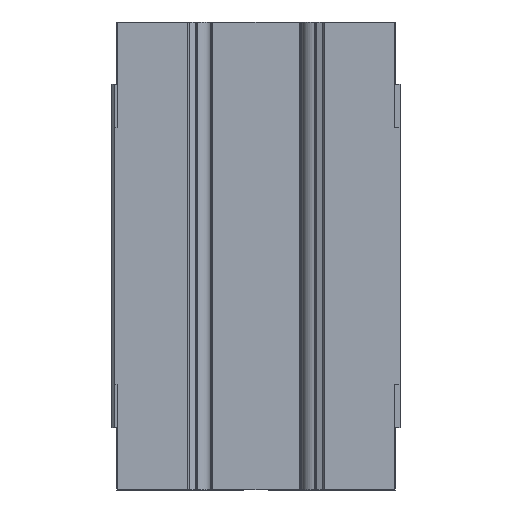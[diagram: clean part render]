
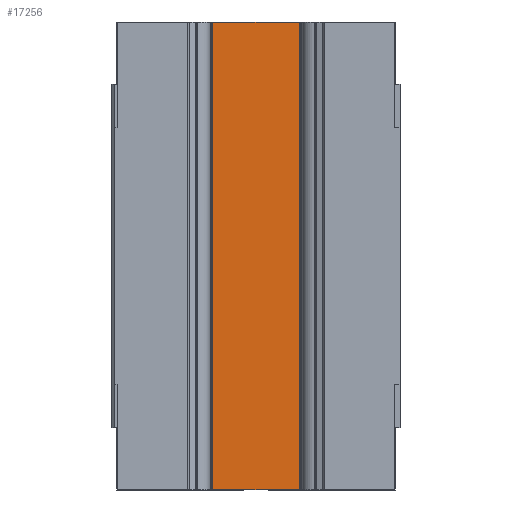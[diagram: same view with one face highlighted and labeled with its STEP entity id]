
A CAD part, front view. The second image highlights one B-rep face of the part: STEP entity #17256.
In plain terms, the highlighted planar face has unit normal (0, -1, 0).
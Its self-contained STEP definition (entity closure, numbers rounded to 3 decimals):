
#544 = EDGE_CURVE ( 'NONE', #14951, #14953, #13781, .T. ) ;
#802 = EDGE_CURVE ( 'NONE', #14708, #14715, #13175, .T. ) ;
#1907 = CARTESIAN_POINT ( 'NONE',  ( -10.434, 20.6, -48.7 ) ) ;
#1909 = CARTESIAN_POINT ( 'NONE',  ( 10.434, 20.6, -48.7 ) ) ;
#2152 = CARTESIAN_POINT ( 'NONE',  ( -10.434, 20.6, 48.7 ) ) ;
#2159 = CARTESIAN_POINT ( 'NONE',  ( 10.434, 20.6, 48.7 ) ) ;
#3936 = VECTOR ( 'NONE', #11192, 1000. ) ;
#3941 = LINE ( 'NONE', #11193, #3936 ) ;
#3942 = VECTOR ( 'NONE', #11194, 1000. ) ;
#3943 = LINE ( 'NONE', #11196, #3942 ) ;
#6071 = FACE_OUTER_BOUND ( 'NONE', #9377, .T. ) ;
#8192 = CARTESIAN_POINT ( 'NONE',  ( 10.434, 20.6, 48.7 ) ) ;
#8194 = DIRECTION ( 'NONE',  ( -1., 0., 0. ) ) ;
#9377 = EDGE_LOOP ( 'NONE', ( #17603, #17602, #17601, #17600 ) ) ;
#9587 = EDGE_CURVE ( 'NONE', #14953, #14715, #3943, .T. ) ;
#9588 = EDGE_CURVE ( 'NONE', #14951, #14708, #3941, .T. ) ;
#11192 = DIRECTION ( 'NONE',  ( 0., 0., 1. ) ) ;
#11193 = CARTESIAN_POINT ( 'NONE',  ( 10.434, 20.6, -48.75 ) ) ;
#11194 = DIRECTION ( 'NONE',  ( 0., 0., 1. ) ) ;
#11196 = CARTESIAN_POINT ( 'NONE',  ( -10.434, 20.6, -48.75 ) ) ;
#13175 = LINE ( 'NONE', #8192, #13188 ) ;
#13188 = VECTOR ( 'NONE', #8194, 1000. ) ;
#13647 = VECTOR ( 'NONE', #16070, 1000. ) ;
#13781 = LINE ( 'NONE', #16071, #13647 ) ;
#14708 = VERTEX_POINT ( 'NONE', #2159 ) ;
#14715 = VERTEX_POINT ( 'NONE', #2152 ) ;
#14951 = VERTEX_POINT ( 'NONE', #1909 ) ;
#14953 = VERTEX_POINT ( 'NONE', #1907 ) ;
#16070 = DIRECTION ( 'NONE',  ( -1., 0., 0. ) ) ;
#16071 = CARTESIAN_POINT ( 'NONE',  ( 29., 20.6, -48.7 ) ) ;
#16769 = AXIS2_PLACEMENT_3D ( 'NONE', #18046, #18038, #18037 ) ;
#17256 = ADVANCED_FACE ( 'NONE', ( #6071 ), #18050, .F. ) ;
#17600 = ORIENTED_EDGE ( 'NONE', *, *, #544, .F. ) ;
#17601 = ORIENTED_EDGE ( 'NONE', *, *, #9587, .F. ) ;
#17602 = ORIENTED_EDGE ( 'NONE', *, *, #802, .T. ) ;
#17603 = ORIENTED_EDGE ( 'NONE', *, *, #9588, .T. ) ;
#18037 = DIRECTION ( 'NONE',  ( -1., 0., 0. ) ) ;
#18038 = DIRECTION ( 'NONE',  ( 0., 1., 0. ) ) ;
#18046 = CARTESIAN_POINT ( 'NONE',  ( 10.434, 20.6, -48.75 ) ) ;
#18050 = PLANE ( 'NONE',  #16769 ) ;
